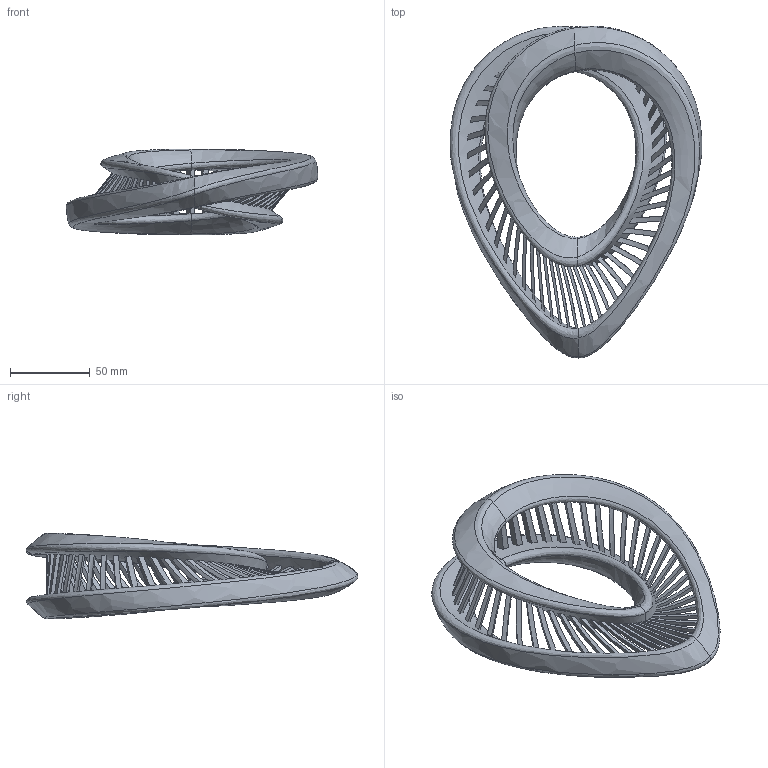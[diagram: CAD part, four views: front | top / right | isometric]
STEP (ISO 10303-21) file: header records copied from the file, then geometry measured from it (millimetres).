
FILE_DESCRIPTION(('FreeCAD Model'),'2;1');
FILE_NAME('Open CASCADE Shape Model','2025-05-04T05:16:34',('FreeCAD'),( 'FreeCAD'),'Open CASCADE STEP processor 7.6','FreeCAD','Unknown');
FILE_SCHEMA(('AUTOMOTIVE_DESIGN { 1 0 10303 214 1 1 1 1 }'));
Length unit declared in the file: millimetre
Products named in the file (1): Open CASCADE STEP translator 7.6 1
Bounding box: 157.25 x 207.56 x 53.67 mm (x, y, z)
Volume: 186773.6 mm3; surface area: 65070.7 mm2
Topology: 1 solids, 1 shells, 228 faces, 662 edges, 432 vertices
Faces by surface type: bspline 228
Entity records: 19507 total; most frequent: CARTESIAN_POINT 15306, ORIENTED_EDGE 1324, EDGE_CURVE 662, B_SPLINE_CURVE_WITH_KNOTS 654, VERTEX_POINT 432, FACE_BOUND 328, EDGE_LOOP 328, ADVANCED_FACE 228
